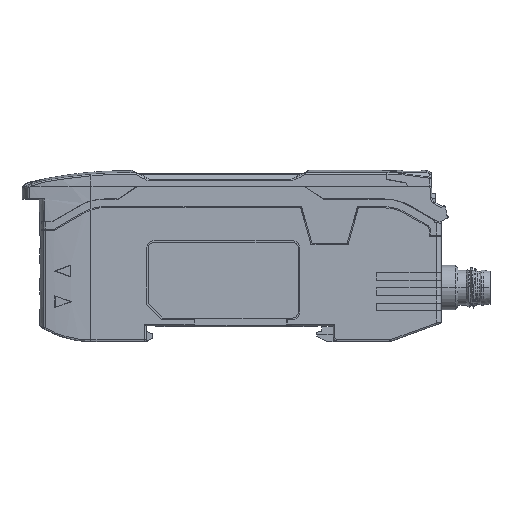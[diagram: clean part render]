
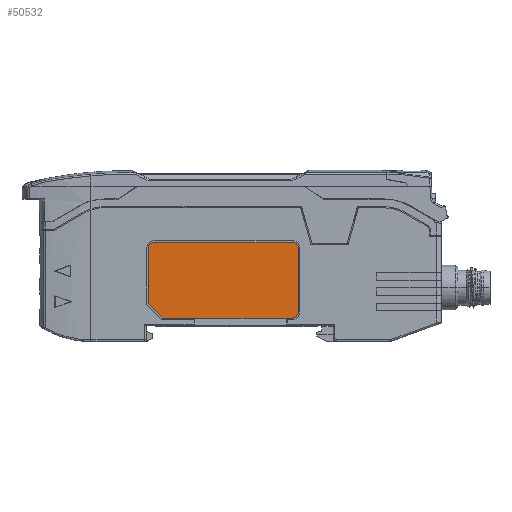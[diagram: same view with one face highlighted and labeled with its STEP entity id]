
A CAD part, top view. The second image highlights one B-rep face of the part: STEP entity #50532.
In plain terms, the highlighted planar face has unit normal (0, 0, 1).
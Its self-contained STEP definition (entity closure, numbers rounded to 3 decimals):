
#15705=DIRECTION('',(0.,-1.,0.));
#15706=VECTOR('',#15705,10.775);
#15707=CARTESIAN_POINT('',(19.2,18.2,5.4));
#15708=LINE('',#15707,#15706);
#15733=DIRECTION('',(-1.,0.,0.));
#15734=VECTOR('',#15733,27.);
#15735=CARTESIAN_POINT('',(47.4,19.4,5.4));
#15736=LINE('',#15735,#15734);
#15761=DIRECTION('',(0.,1.,0.));
#15762=VECTOR('',#15761,12.4);
#15763=CARTESIAN_POINT('',(48.6,5.8,5.4));
#15764=LINE('',#15763,#15762);
#15782=DIRECTION('',(-1.,0.,0.));
#15783=VECTOR('',#15782,25.374);
#15784=CARTESIAN_POINT('',(47.4,4.6,5.4));
#15785=LINE('',#15784,#15783);
#15789=DIRECTION('',(-0.707,0.707,0.));
#15790=VECTOR('',#15789,3.995);
#15791=CARTESIAN_POINT('',(22.026,4.6,5.4));
#15792=LINE('',#15791,#15790);
#15796=CARTESIAN_POINT('',(20.4,18.2,5.4));
#15797=DIRECTION('',(0.,0.,-1.));
#15798=DIRECTION('',(-1.,0.,0.));
#15799=AXIS2_PLACEMENT_3D('',#15796,#15797,#15798);
#15804=CARTESIAN_POINT('',(47.4,18.2,5.4));
#15805=DIRECTION('',(0.,0.,-1.));
#15806=DIRECTION('',(0.,1.,0.));
#15807=AXIS2_PLACEMENT_3D('',#15804,#15805,#15806);
#15812=CARTESIAN_POINT('',(47.4,5.8,5.4));
#15813=DIRECTION('',(0.,0.,-1.));
#15814=DIRECTION('',(1.,0.,0.));
#15815=AXIS2_PLACEMENT_3D('',#15812,#15813,#15814);
#35891=CARTESIAN_POINT('',(22.026,4.6,5.4));
#35892=VERTEX_POINT('',#35891);
#35893=CARTESIAN_POINT('',(47.4,4.6,5.4));
#35894=VERTEX_POINT('',#35893);
#35895=CARTESIAN_POINT('',(19.2,7.425,5.4));
#35896=VERTEX_POINT('',#35895);
#35897=CARTESIAN_POINT('',(19.2,18.2,5.4));
#35898=VERTEX_POINT('',#35897);
#35899=CARTESIAN_POINT('',(20.4,19.4,5.4));
#35900=VERTEX_POINT('',#35899);
#35901=CARTESIAN_POINT('',(47.4,19.4,5.4));
#35902=VERTEX_POINT('',#35901);
#35903=CARTESIAN_POINT('',(48.6,18.2,5.4));
#35904=VERTEX_POINT('',#35903);
#35905=CARTESIAN_POINT('',(48.6,5.8,5.4));
#35906=VERTEX_POINT('',#35905);
#50517=CARTESIAN_POINT('',(20.6,18.,5.4));
#50518=DIRECTION('',(0.,0.,1.));
#50519=DIRECTION('',(1.,0.,0.));
#50520=AXIS2_PLACEMENT_3D('',#50517,#50518,#50519);
#50521=PLANE('',#50520);
#50522=ORIENTED_EDGE('',*,*,#50413,.T.);
#50523=ORIENTED_EDGE('',*,*,#50428,.T.);
#50524=ORIENTED_EDGE('',*,*,#50442,.F.);
#50525=ORIENTED_EDGE('',*,*,#50456,.T.);
#50526=ORIENTED_EDGE('',*,*,#50470,.F.);
#50527=ORIENTED_EDGE('',*,*,#50484,.T.);
#50528=ORIENTED_EDGE('',*,*,#50498,.F.);
#50529=ORIENTED_EDGE('',*,*,#50511,.T.);
#50530=EDGE_LOOP('',(#50522,#50523,#50524,#50525,#50526,#50527,#50528,#50529));
#50531=FACE_OUTER_BOUND('',#50530,.F.);
#15800=CIRCLE('',#15799,1.2);
#15808=CIRCLE('',#15807,1.2);
#15816=CIRCLE('',#15815,1.2);
#50413=EDGE_CURVE('',#35894,#35892,#15785,.T.);
#50428=EDGE_CURVE('',#35892,#35896,#15792,.T.);
#50442=EDGE_CURVE('',#35898,#35896,#15708,.T.);
#50456=EDGE_CURVE('',#35898,#35900,#15800,.T.);
#50470=EDGE_CURVE('',#35902,#35900,#15736,.T.);
#50484=EDGE_CURVE('',#35902,#35904,#15808,.T.);
#50498=EDGE_CURVE('',#35906,#35904,#15764,.T.);
#50511=EDGE_CURVE('',#35906,#35894,#15816,.T.);
#50532=ADVANCED_FACE('',(#50531),#50521,.T.);
